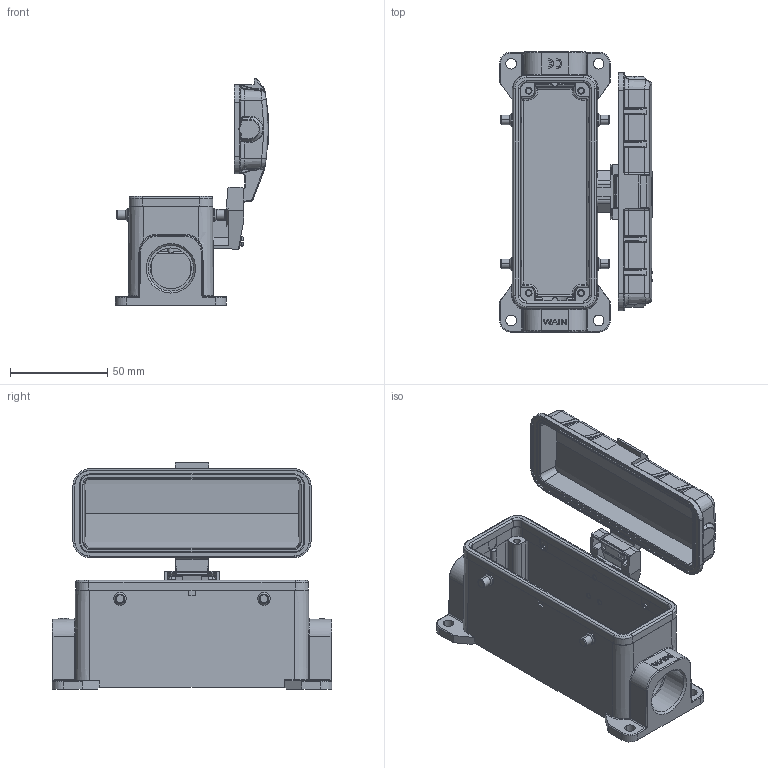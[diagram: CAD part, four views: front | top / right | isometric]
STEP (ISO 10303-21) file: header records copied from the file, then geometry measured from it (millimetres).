
FILE_DESCRIPTION(/* description */ (''),/* implementation_level */ '2;1');
FILE_NAME(/* name */ 'H24B-SF-4B-MCV-M25.stp',/* time_stamp */ '2023-08-31T16:36:39+08:00',/* author */ (''),/* organization */ (''),/* preprocessor_version */ 'ST-DEVELOPER v18.1',/* originating_system */ 'SIEMENS PLM Software NX 1980',/* authorisation */ '');
FILE_SCHEMA (('AUTOMOTIVE_DESIGN { 1 0 10303 214 3 1 1 1 }'));
Products named in the file (1): 13842E6412D98v9h
Bounding box: 78.7 x 144 x 116.52 mm (x, y, z)
Volume: 144691.9 mm3; surface area: 80826.5 mm2
Topology: 13 solids, 13 shells, 1568 faces, 4028 edges, 2515 vertices
Faces by surface type: cylinder 636, plane 494, torus 243, bspline 101, cone 72, sphere 14, extrusion 8
Full cylindrical faces by diameter (mm): 3 x7, 4 x2, 21 x1, 23.4 x1, 26.7 x1
Entity records: 70664 total; most frequent: CARTESIAN_POINT 35032, ORIENTED_EDGE 7978, DIRECTION 6559, EDGE_CURVE 3989, VERTEX_POINT 2506, AXIS2_PLACEMENT_3D 2453, EDGE_LOOP 1665, VECTOR 1653
